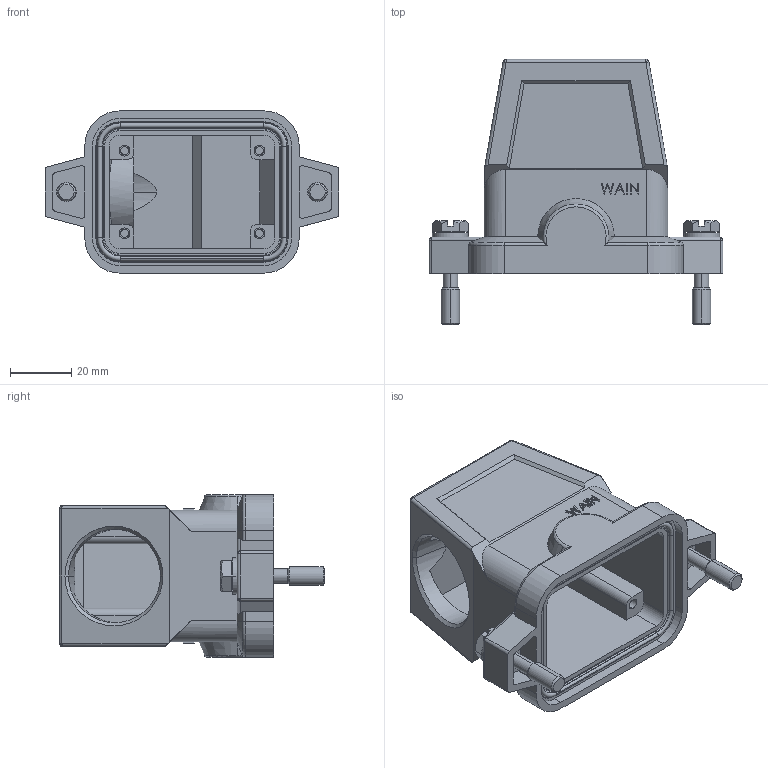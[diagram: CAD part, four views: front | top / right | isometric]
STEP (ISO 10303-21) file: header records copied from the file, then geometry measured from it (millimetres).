
FILE_DESCRIPTION((''),'2;1');
FILE_NAME('3D_1150065205104_HP6B-SEH-2S-M3','2024-01-26T',('13001'),(''),'PRO/ENGINEER BY PARAMETRIC TECHNOLOGY CORPORATION, 2012480','PRO/ENGINEER BY PARAMETRIC TECHNOLOGY CORPORATION, 2012480','');
FILE_SCHEMA(('CONFIG_CONTROL_DESIGN'));
Length unit declared in the file: millimetre
Products named in the file (1): 3D_1150065205104_HP6B-SEH-2S-M3
Bounding box: 96 x 86.6 x 53 mm (x, y, z)
Volume: 76087.9 mm3; surface area: 35747.7 mm2
Topology: 1 solids, 1 shells, 437 faces, 1105 edges, 691 vertices
Faces by surface type: plane 240, cylinder 127, cone 28, torus 26, sphere 16
Entity records: 13231 total; most frequent: CARTESIAN_POINT 2628, DIRECTION 2222, ORIENTED_EDGE 2178, EDGE_CURVE 1089, AXIS2_PLACEMENT_3D 760, VECTOR 702, LINE 702, VERTEX_POINT 691
